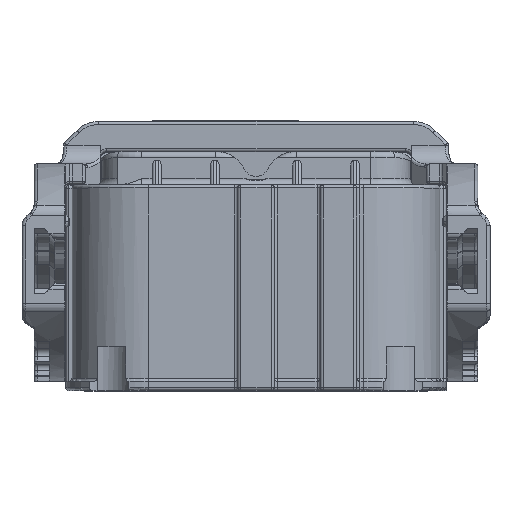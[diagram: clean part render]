
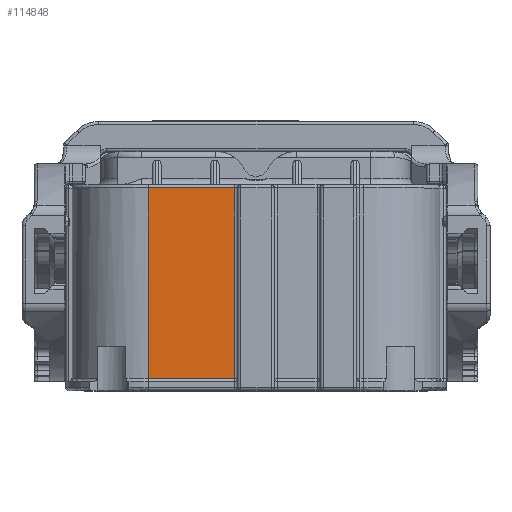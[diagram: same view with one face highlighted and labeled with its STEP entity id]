
A CAD part, top view. The second image highlights one B-rep face of the part: STEP entity #114848.
In plain terms, the highlighted planar face has unit normal (0, 0, 1).
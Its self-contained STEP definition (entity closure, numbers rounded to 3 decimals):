
#113 = CARTESIAN_POINT ( 'NONE',  ( -14.946, 11.606, 165.15 ) ) ;
#3387 = CARTESIAN_POINT ( 'NONE',  ( -11.446, 11.606, 165.15 ) ) ;
#8467 = EDGE_CURVE ( 'NONE', #47065, #141684, #106986, .T. ) ;
#9187 = DIRECTION ( 'NONE',  ( 1., 0., 0. ) ) ;
#10291 = EDGE_CURVE ( 'NONE', #75562, #15083, #40756, .T. ) ;
#11365 = DIRECTION ( 'NONE',  ( 0., 0., 1. ) ) ;
#11719 = VECTOR ( 'NONE', #48537, 1000. ) ;
#11930 = ORIENTED_EDGE ( 'NONE', *, *, #8467, .T. ) ;
#14073 = LINE ( 'NONE', #93268, #100642 ) ;
#15083 = VERTEX_POINT ( 'NONE', #119164 ) ;
#29088 = ORIENTED_EDGE ( 'NONE', *, *, #10291, .T. ) ;
#38627 = AXIS2_PLACEMENT_3D ( 'NONE', #134982, #11365, #9187 ) ;
#40756 = LINE ( 'NONE', #95572, #101649 ) ;
#43405 = ORIENTED_EDGE ( 'NONE', *, *, #54410, .T. ) ;
#47065 = VERTEX_POINT ( 'NONE', #113 ) ;
#48537 = DIRECTION ( 'NONE',  ( -1., 0., 0. ) ) ;
#54410 = EDGE_CURVE ( 'NONE', #141684, #75562, #114106, .T. ) ;
#66607 = EDGE_CURVE ( 'NONE', #15083, #47065, #14073, .T. ) ;
#69673 = DIRECTION ( 'NONE',  ( 0., -1., 0. ) ) ;
#75562 = VERTEX_POINT ( 'NONE', #112438 ) ;
#81437 = DIRECTION ( 'NONE',  ( 0., 1., 0. ) ) ;
#84442 = DIRECTION ( 'NONE',  ( 1., 0., 0. ) ) ;
#93268 = CARTESIAN_POINT ( 'NONE',  ( -14.946, 12.106, 165.15 ) ) ;
#95572 = CARTESIAN_POINT ( 'NONE',  ( -11.446, -19.594, 165.15 ) ) ;
#99094 = EDGE_LOOP ( 'NONE', ( #43405, #29088, #141756, #11930 ) ) ;
#100642 = VECTOR ( 'NONE', #81437, 1000. ) ;
#101649 = VECTOR ( 'NONE', #84442, 1000. ) ;
#106986 = LINE ( 'NONE', #3387, #11719 ) ;
#110590 = FACE_OUTER_BOUND ( 'NONE', #99094, .T. ) ;
#110907 = VECTOR ( 'NONE', #69673, 1000. ) ;
#112438 = CARTESIAN_POINT ( 'NONE',  ( -29.096, -19.594, 165.15 ) ) ;
#114106 = LINE ( 'NONE', #135599, #110907 ) ;
#114848 = ADVANCED_FACE ( 'NONE', ( #110590 ), #133539, .T. ) ;
#119164 = CARTESIAN_POINT ( 'NONE',  ( -14.946, -19.594, 165.15 ) ) ;
#127022 = CARTESIAN_POINT ( 'NONE',  ( -29.096, 11.606, 165.15 ) ) ;
#133539 = PLANE ( 'NONE',  #38627 ) ;
#134982 = CARTESIAN_POINT ( 'NONE',  ( -11.446, 2.306, 165.15 ) ) ;
#135599 = CARTESIAN_POINT ( 'NONE',  ( -29.096, 2.306, 165.15 ) ) ;
#141684 = VERTEX_POINT ( 'NONE', #127022 ) ;
#141756 = ORIENTED_EDGE ( 'NONE', *, *, #66607, .T. ) ;
